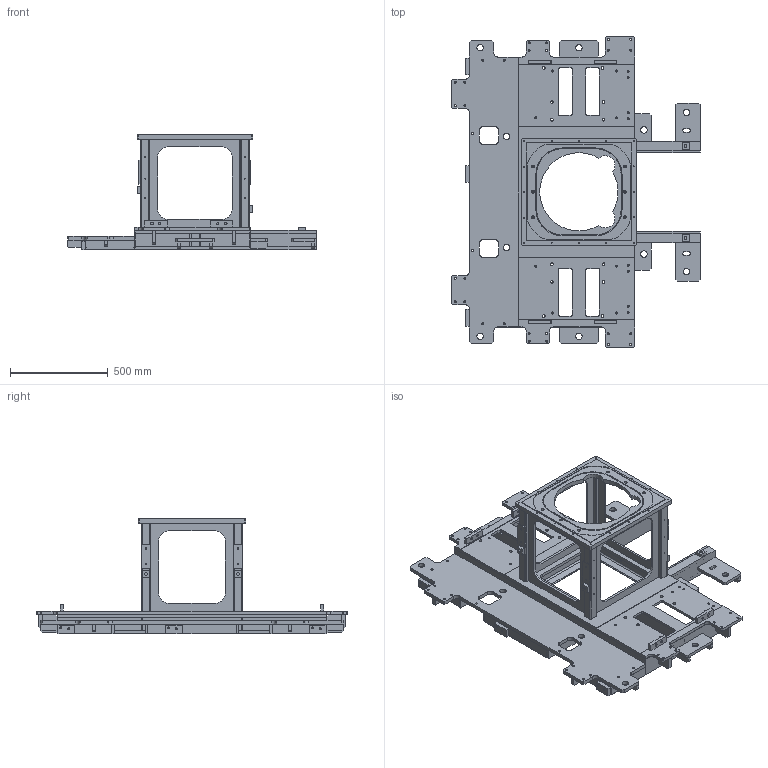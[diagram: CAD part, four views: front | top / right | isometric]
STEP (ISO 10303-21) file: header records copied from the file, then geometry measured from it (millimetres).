
FILE_DESCRIPTION(('CATIA V6 STEP','CAx-IF Rec.Pracs.--- Model Styling and Organization---1.4--- 2014-01-23'),'2;1');
FILE_NAME('0974122270 0 InWork.stp','2025-04-29T07:20:28+00:00',('none'),('none'),'3DEXPERIENCE Platform3DEXPERIENCE R2018x HotFix 18','3DEXPERIENCE Platform STEP AP203 WITH EXTENSIONS v1','none');
FILE_SCHEMA(('CONFIG_CONTROL_DESIGN','SHAPE_APPEARANCE_LAYER_MIM'));
Length unit declared in the file: millimetre
Products named in the file (41): 0974122270; 0974122270XSS01; 0974122270XSS02; 0974122270XSS03; 0974122270XSS04; 0974122270XSS05; 0974122270XSS06; 0974122270XSS07; 0974122270XSS08; 0974122270XSS09; 0974122270XSS10; 0974122270XSS11; 0974122270XSS12; 0974122270XSS13; 0974122270XSS14; 0974122270XSS42; 0974122270XSS15; 0974122270XSS16; 0974122270XSS17; 0974122270XSS18; 0974122270XSS41; 0974122270XSS19; 0974122270XSS20; 0974122270XSS21; 0974122270XSS22; 0974122270XSS23; 0974122270XSS24; 0974122270XSS25; 0974122270XSS40; 0974122270XSS26; 0974122270XSS29; 0974122270XSS30; 0974122270XSS31; 0974122270XSS32; 0974122270XSS33; 0974122270XSS34; 0974122270XSS35; 0974122270XSS36; 0974122270XSS38; 0974122270XSS39 ...
Assembly tree (79 placements, depth 2):
  0974122270
    0974122270XSS01
    0974122270XSS02
    0974122270XSS03
    0974122270XSS04
    0974122270XSS05
    0974122270XSS06
    0974122270XSS07
    0974122270XSS08
    0974122270XSS09
    0974122270XSS10
    0974122270XSS11
    0974122270XSS12
    0974122270XSS13  x2
    0974122270XSS14  x8
    0974122270XSS42  x2
    0974122270XSS15  x2
    0974122270XSS16  x2
    0974122270XSS17  x4
    0974122270XSS18
    0974122270XSS41
    0974122270XSS19
    0974122270XSS20
    0974122270XSS21
    0974122270XSS22
    0974122270XSS23  x2
    0974122270XSS24  x4
    0974122270XSS25  x2
    0974122270XSS40  x2
    0974122270XSS26  x4
    0974122270XSS29  x2
    0974122270XSS30  x2
    0974122270XSS31  x2
    0974122270XSS32  x2
    0974122270XSS33  x2
    0974122270XSS34  x2
    0974122270XSS35  x2
    0974122270XSS36  x2
    0974122270XSS38  x3
    0974122270XSS39  x6
    0974122270XSS43  x2
Bounding box: 1270 x 1590 x 591 mm (x, y, z)
Volume: 40960600.9 mm3; surface area: 8668917.4 mm2
Topology: 79 solids, 79 shells, 1398 faces, 3678 edges, 2424 vertices
Faces by surface type: plane 826, cylinder 520, cone 44, torus 8
Entity records: 32592 total; most frequent: CARTESIAN_POINT 6167, ORIENTED_EDGE 5304, DIRECTION 4506, EDGE_CURVE 2652, AXIS2_PLACEMENT_3D 1830, VECTOR 1766, LINE 1766, VERTEX_POINT 1763
